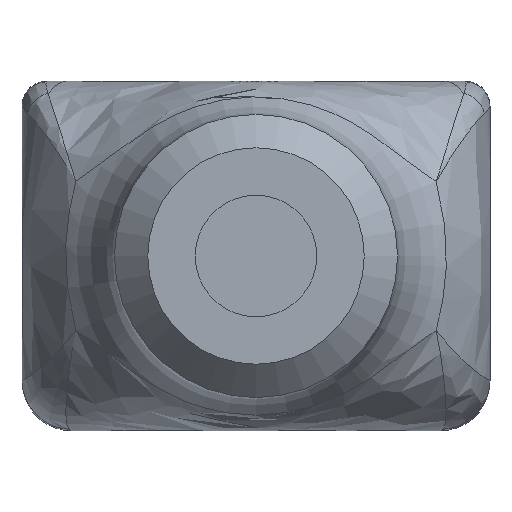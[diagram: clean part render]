
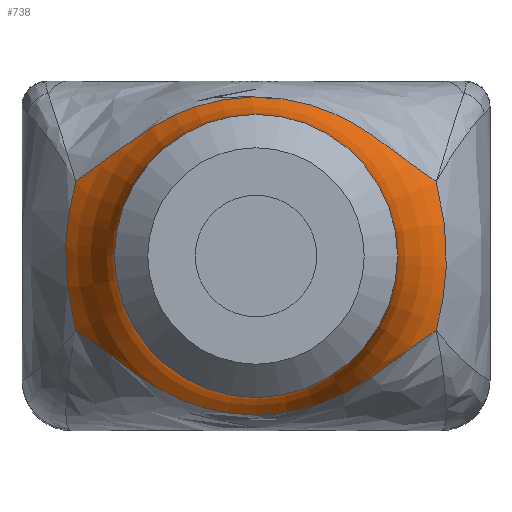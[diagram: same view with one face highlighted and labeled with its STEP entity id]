
A CAD part, front view. The second image highlights one B-rep face of the part: STEP entity #738.
In plain terms, the highlighted toroidal (fillet/blend) face has major radius 17.5 mm and minor radius 9 mm.
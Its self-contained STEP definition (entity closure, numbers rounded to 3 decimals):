
#19=TOROIDAL_SURFACE('',#818,17.5,9.);
#64=B_SPLINE_CURVE_WITH_KNOTS('',3,(#1755,#1756,#1757,#1758,#1759,#1760,
#1761,#1762),.UNSPECIFIED.,.F.,.F.,(4,1,1,1,1,4),(1.668,1.755,
1.88,2.004,2.129,2.178),
 .UNSPECIFIED.);
#66=B_SPLINE_CURVE_WITH_KNOTS('',3,(#1893,#1894,#1895,#1896,#1897,#1898,
#1899,#1900,#1901,#1902,#1903),.UNSPECIFIED.,.F.,.F.,(4,1,1,1,1,1,1,1,4),
(0.61,0.816,1.012,1.11,1.208,
1.274,1.339,1.404,1.405),
 .UNSPECIFIED.);
#67=B_SPLINE_CURVE_WITH_KNOTS('',3,(#1904,#1905,#1906,#1907,#1908,#1909,
#1910,#1911,#1912),.UNSPECIFIED.,.F.,.F.,(4,1,1,1,1,1,4),(1.405,
1.47,1.535,1.6,1.731,1.993,
2.199),.UNSPECIFIED.);
#68=B_SPLINE_CURVE_WITH_KNOTS('',3,(#1973,#1974,#1975,#1976,#1977,#1978,
#1979,#1980),.UNSPECIFIED.,.F.,.F.,(4,1,1,1,1,4),(1.668,1.717,
1.842,1.966,2.091,2.178),
 .UNSPECIFIED.);
#70=B_SPLINE_CURVE_WITH_KNOTS('',3,(#1998,#1999,#2000,#2001,#2002,#2003,
#2004,#2005,#2006,#2007,#2008,#2009,#2010,#2011,#2012,#2013,#2014),
 .UNSPECIFIED.,.F.,.F.,(4,1,1,1,1,1,1,1,1,1,1,1,1,1,4),(0.609,
0.802,0.936,1.07,1.204,1.271,
1.337,1.404,1.471,1.538,1.605,
1.705,1.806,2.006,2.2),
 .UNSPECIFIED.);
#141=FACE_OUTER_BOUND('',#193,.T.);
#193=EDGE_LOOP('',(#646,#647,#648,#649,#650,#651,#652,#653,#654));
#287=CIRCLE('',#769,8.5);
#288=CIRCLE('',#770,8.5);
#317=CIRCLE('',#819,9.);
#322=VERTEX_POINT('',#1020);
#323=VERTEX_POINT('',#1022);
#345=VERTEX_POINT('',#1135);
#358=VERTEX_POINT('',#1371);
#360=VERTEX_POINT('',#1491);
#374=VERTEX_POINT('',#1606);
#376=VERTEX_POINT('',#1892);
#385=EDGE_CURVE('',#323,#322,#287,.T.);
#386=EDGE_CURVE('',#322,#323,#288,.T.);
#470=EDGE_CURVE('',#360,#345,#64,.T.);
#473=EDGE_CURVE('',#374,#376,#66,.T.);
#474=EDGE_CURVE('',#376,#360,#67,.T.);
#475=EDGE_CURVE('',#358,#374,#68,.T.);
#478=EDGE_CURVE('',#323,#376,#317,.T.);
#479=EDGE_CURVE('',#345,#358,#70,.T.);
#646=ORIENTED_EDGE('',*,*,#386,.T.);
#647=ORIENTED_EDGE('',*,*,#478,.T.);
#648=ORIENTED_EDGE('',*,*,#473,.F.);
#649=ORIENTED_EDGE('',*,*,#475,.F.);
#650=ORIENTED_EDGE('',*,*,#479,.F.);
#651=ORIENTED_EDGE('',*,*,#470,.F.);
#652=ORIENTED_EDGE('',*,*,#474,.F.);
#653=ORIENTED_EDGE('',*,*,#478,.F.);
#654=ORIENTED_EDGE('',*,*,#385,.T.);
#738=ADVANCED_FACE('',(#141),#19,.F.);
#769=AXIS2_PLACEMENT_3D('',#1023,#848,#849);
#770=AXIS2_PLACEMENT_3D('',#1024,#850,#851);
#818=AXIS2_PLACEMENT_3D('',#1996,#979,#980);
#819=AXIS2_PLACEMENT_3D('',#1997,#981,#982);
#848=DIRECTION('center_axis',(0.,1.,0.));
#849=DIRECTION('ref_axis',(1.,0.,0.));
#850=DIRECTION('center_axis',(0.,1.,0.));
#851=DIRECTION('ref_axis',(1.,0.,0.));
#979=DIRECTION('center_axis',(0.,1.,0.));
#980=DIRECTION('ref_axis',(0.,0.,1.));
#981=DIRECTION('center_axis',(-1.,0.,0.));
#982=DIRECTION('ref_axis',(0.,0.,-1.));
#1020=CARTESIAN_POINT('',(-8.5,-38.05,-10.5));
#1022=CARTESIAN_POINT('',(0.,-38.05,-19.));
#1023=CARTESIAN_POINT('Origin',(0.,-38.05,-10.5));
#1024=CARTESIAN_POINT('Origin',(0.,-38.05,-10.5));
#1135=CARTESIAN_POINT('',(-10.819,-31.167,-6.033));
#1371=CARTESIAN_POINT('',(10.816,-31.168,-6.032));
#1491=CARTESIAN_POINT('',(-10.815,-31.169,-14.968));
#1606=CARTESIAN_POINT('',(10.814,-31.168,-14.968));
#1755=CARTESIAN_POINT('Ctrl Pts',(-10.813,-31.167,-14.969));
#1756=CARTESIAN_POINT('Ctrl Pts',(-10.936,-31.214,-14.525));
#1757=CARTESIAN_POINT('Ctrl Pts',(-11.211,-31.317,-13.384));
#1758=CARTESIAN_POINT('Ctrl Pts',(-11.475,-31.411,-11.333));
#1759=CARTESIAN_POINT('Ctrl Pts',(-11.42,-31.391,-8.945));
#1760=CARTESIAN_POINT('Ctrl Pts',(-11.114,-31.282,-7.191));
#1761=CARTESIAN_POINT('Ctrl Pts',(-10.883,-31.194,-6.28));
#1762=CARTESIAN_POINT('Ctrl Pts',(-10.815,-31.167,-6.031));
#1892=CARTESIAN_POINT('',(0.,-33.815,-20.059));
#1893=CARTESIAN_POINT('Ctrl Pts',(10.815,-31.169,-14.969));
#1894=CARTESIAN_POINT('Ctrl Pts',(10.428,-31.393,-15.209));
#1895=CARTESIAN_POINT('Ctrl Pts',(9.625,-31.855,-15.764));
#1896=CARTESIAN_POINT('Ctrl Pts',(8.394,-32.483,-16.75));
#1897=CARTESIAN_POINT('Ctrl Pts',(7.03,-32.973,-17.745));
#1898=CARTESIAN_POINT('Ctrl Pts',(5.806,-33.296,-18.523));
#1899=CARTESIAN_POINT('Ctrl Pts',(4.26,-33.562,-19.26));
#1900=CARTESIAN_POINT('Ctrl Pts',(2.489,-33.752,-19.848));
#1901=CARTESIAN_POINT('Ctrl Pts',(0.839,-33.815,-20.058));
#1902=CARTESIAN_POINT('Ctrl Pts',(0.007,-33.815,
-20.059));
#1903=CARTESIAN_POINT('Ctrl Pts',(0.,-33.815,
-20.059));
#1904=CARTESIAN_POINT('Ctrl Pts',(0.,-33.815,
-20.059));
#1905=CARTESIAN_POINT('Ctrl Pts',(-0.819,-33.815,
-20.06));
#1906=CARTESIAN_POINT('Ctrl Pts',(-2.468,-33.755,-19.858));
#1907=CARTESIAN_POINT('Ctrl Pts',(-4.231,-33.566,-19.271));
#1908=CARTESIAN_POINT('Ctrl Pts',(-5.994,-33.266,-18.436));
#1909=CARTESIAN_POINT('Ctrl Pts',(-7.992,-32.688,-17.085));
#1910=CARTESIAN_POINT('Ctrl Pts',(-9.493,-31.931,-15.855));
#1911=CARTESIAN_POINT('Ctrl Pts',(-10.426,-31.393,-15.21));
#1912=CARTESIAN_POINT('Ctrl Pts',(-10.815,-31.169,-14.968));
#1973=CARTESIAN_POINT('Ctrl Pts',(10.813,-31.167,-6.031));
#1974=CARTESIAN_POINT('Ctrl Pts',(10.882,-31.194,-6.28));
#1975=CARTESIAN_POINT('Ctrl Pts',(11.112,-31.281,-7.19));
#1976=CARTESIAN_POINT('Ctrl Pts',(11.42,-31.391,-8.944));
#1977=CARTESIAN_POINT('Ctrl Pts',(11.475,-31.411,-11.333));
#1978=CARTESIAN_POINT('Ctrl Pts',(11.211,-31.317,-13.384));
#1979=CARTESIAN_POINT('Ctrl Pts',(10.935,-31.214,-14.525));
#1980=CARTESIAN_POINT('Ctrl Pts',(10.812,-31.167,-14.968));
#1996=CARTESIAN_POINT('Origin',(0.,-38.05,-10.5));
#1997=CARTESIAN_POINT('Origin',(0.,-38.05,-28.));
#1998=CARTESIAN_POINT('Ctrl Pts',(-10.82,-31.167,-6.034));
#1999=CARTESIAN_POINT('Ctrl Pts',(-10.457,-31.376,-5.809));
#2000=CARTESIAN_POINT('Ctrl Pts',(-9.807,-31.751,-5.362));
#2001=CARTESIAN_POINT('Ctrl Pts',(-8.726,-32.319,-4.519));
#2002=CARTESIAN_POINT('Ctrl Pts',(-7.512,-32.823,-3.592));
#2003=CARTESIAN_POINT('Ctrl Pts',(-6.108,-33.239,-2.632));
#2004=CARTESIAN_POINT('Ctrl Pts',(-4.331,-33.553,-1.768));
#2005=CARTESIAN_POINT('Ctrl Pts',(-2.551,-33.75,-1.159));
#2006=CARTESIAN_POINT('Ctrl Pts',(-0.02,-33.847,
-0.833));
#2007=CARTESIAN_POINT('Ctrl Pts',(2.511,-33.752,-1.154));
#2008=CARTESIAN_POINT('Ctrl Pts',(4.305,-33.556,-1.758));
#2009=CARTESIAN_POINT('Ctrl Pts',(5.856,-33.286,-2.505));
#2010=CARTESIAN_POINT('Ctrl Pts',(7.099,-32.952,-3.301));
#2011=CARTESIAN_POINT('Ctrl Pts',(8.487,-32.443,-4.322));
#2012=CARTESIAN_POINT('Ctrl Pts',(9.67,-31.829,-5.268));
#2013=CARTESIAN_POINT('Ctrl Pts',(10.453,-31.377,-5.806));
#2014=CARTESIAN_POINT('Ctrl Pts',(10.817,-31.168,-6.033));
